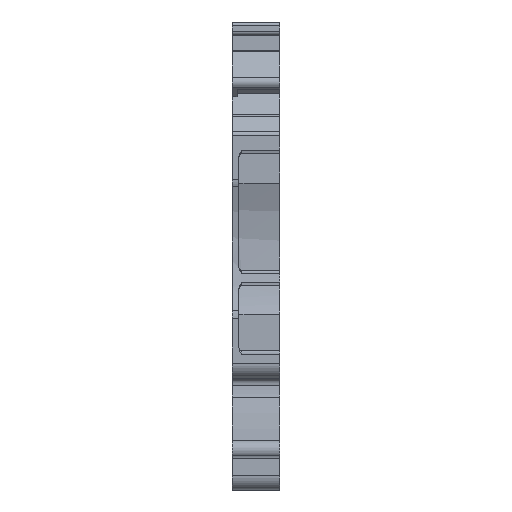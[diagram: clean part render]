
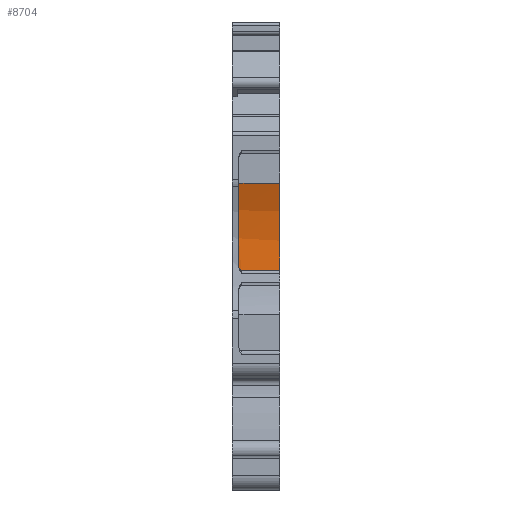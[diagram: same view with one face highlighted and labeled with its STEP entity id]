
A CAD part, left-side view. The second image highlights one B-rep face of the part: STEP entity #8704.
In plain terms, the highlighted cylindrical face has radius 17.975 mm (diameter 35.95 mm), a partial arc.
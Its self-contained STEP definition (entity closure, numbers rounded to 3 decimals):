
#30=B_SPLINE_CURVE_WITH_KNOTS('',3,(#11524,#11525,#11526,#11527,#11528),
 .UNSPECIFIED.,.F.,.F.,(4,1,4),(0.,0.,
0.001),.UNSPECIFIED.);
#74=CIRCLE('',#8954,17.975);
#176=CIRCLE('',#9167,17.975);
#363=CYLINDRICAL_SURFACE('',#9166,17.975);
#980=ORIENTED_EDGE('',*,*,#2429,.F.);
#981=ORIENTED_EDGE('',*,*,#2421,.T.);
#982=ORIENTED_EDGE('',*,*,#2749,.F.);
#983=ORIENTED_EDGE('',*,*,#2750,.T.);
#984=ORIENTED_EDGE('',*,*,#2751,.F.);
#2421=EDGE_CURVE('',#3379,#3380,#30,.T.);
#2429=EDGE_CURVE('',#3379,#3387,#74,.T.);
#2749=EDGE_CURVE('',#3606,#3380,#4215,.F.);
#2750=EDGE_CURVE('',#3606,#3607,#176,.T.);
#2751=EDGE_CURVE('',#3387,#3607,#4216,.T.);
#3379=VERTEX_POINT('',#11529);
#3380=VERTEX_POINT('',#11530);
#3387=VERTEX_POINT('',#11557);
#3606=VERTEX_POINT('',#12233);
#3607=VERTEX_POINT('',#12237);
#4215=LINE('',#12234,#4898);
#4216=LINE('',#12238,#4899);
#4898=VECTOR('',#10261,1000.);
#4899=VECTOR('',#10266,1000.);
#5472=EDGE_LOOP('',(#980,#981,#982,#983,#984));
#5830=FACE_BOUND('',#5472,.T.);
#8704=ADVANCED_FACE('',(#5830),#363,.F.);
#8954=AXIS2_PLACEMENT_3D('',#11556,#9627,#9628);
#9166=AXIS2_PLACEMENT_3D('',#12235,#10262,#10263);
#9167=AXIS2_PLACEMENT_3D('',#12236,#10264,#10265);
#9627=DIRECTION('',(0.,-1.,0.));
#9628=DIRECTION('',(0.,0.,-1.));
#10261=DIRECTION('',(0.,-1.,0.));
#10262=DIRECTION('',(0.,-1.,0.));
#10263=DIRECTION('',(0.,0.,-1.));
#10264=DIRECTION('',(0.,-1.,0.));
#10265=DIRECTION('',(-1.,0.,0.));
#10266=DIRECTION('',(0.,-1.,0.));
#11524=CARTESIAN_POINT('',(-28.326,1.8,-3.974));
#11525=CARTESIAN_POINT('',(-28.334,1.8,-4.055));
#11526=CARTESIAN_POINT('',(-28.352,1.757,-4.211));
#11527=CARTESIAN_POINT('',(-28.37,1.632,-4.35));
#11528=CARTESIAN_POINT('',(-28.37,1.55,-4.35));
#11529=CARTESIAN_POINT('',(-28.326,1.8,-3.974));
#11530=CARTESIAN_POINT('',(-28.37,1.55,-4.35));
#11556=CARTESIAN_POINT('',(-46.2,1.8,-2.074));
#11557=CARTESIAN_POINT('',(-29.6,1.8,4.821));
#12233=CARTESIAN_POINT('',(-28.37,-2.5,-4.35));
#12234=CARTESIAN_POINT('',(-28.37,0.,-4.35));
#12235=CARTESIAN_POINT('',(-46.2,2.5,-2.074));
#12236=CARTESIAN_POINT('',(-46.2,-2.5,-2.074));
#12237=CARTESIAN_POINT('',(-29.6,-2.5,4.821));
#12238=CARTESIAN_POINT('',(-29.6,2.5,4.821));
